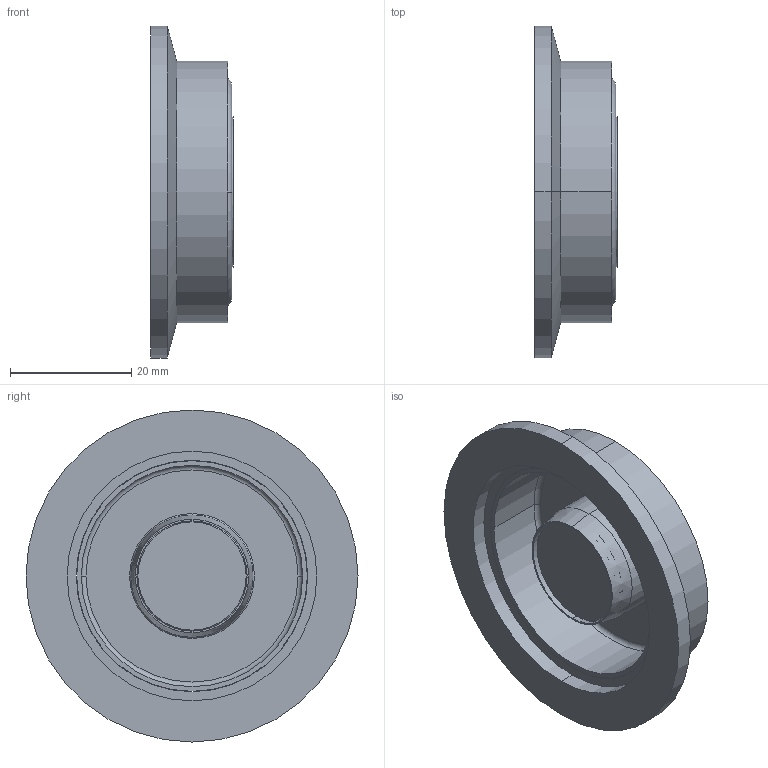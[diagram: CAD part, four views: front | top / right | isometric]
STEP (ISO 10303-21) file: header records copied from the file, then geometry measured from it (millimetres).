
FILE_DESCRIPTION (( 'STEP AP203' ), '1' );
FILE_NAME ('9713001.STEP', '2012-10-30T14:21:55', ( '' ), ( '' ), 'SwSTEP 2.0', 'SolidWorks 2008', '' );
FILE_SCHEMA (( 'CONFIG_CONTROL_DESIGN' ));
Length unit declared in the file: inch
Products named in the file (8): 0029003B; 0040602C; 0235702C; 9713001; 713003; 0327701C; 0038102D; 0029127B
Assembly tree (7 placements, depth 4):
  9713001
    0038102D
      0235702C
        0040602C
        0029003B
      0029127B
    0327701C
      713003
Bounding box: 13.67 x 54.86 x 54.86 mm (x, y, z)
Volume: 8863.6 mm3; surface area: 11960.9 mm2
Topology: 4 solids, 4 shells, 54 faces, 106 edges, 64 vertices
Faces by surface type: cylinder 20, cone 14, plane 12, torus 8
Entity records: 2292 total; most frequent: DIRECTION 312, CARTESIAN_POINT 237, ORIENTED_EDGE 212, AXIS2_PLACEMENT_3D 139, EDGE_CURVE 106, CIRCLE 72, PERSON_AND_ORGANIZATION 71, VERTEX_POINT 64
